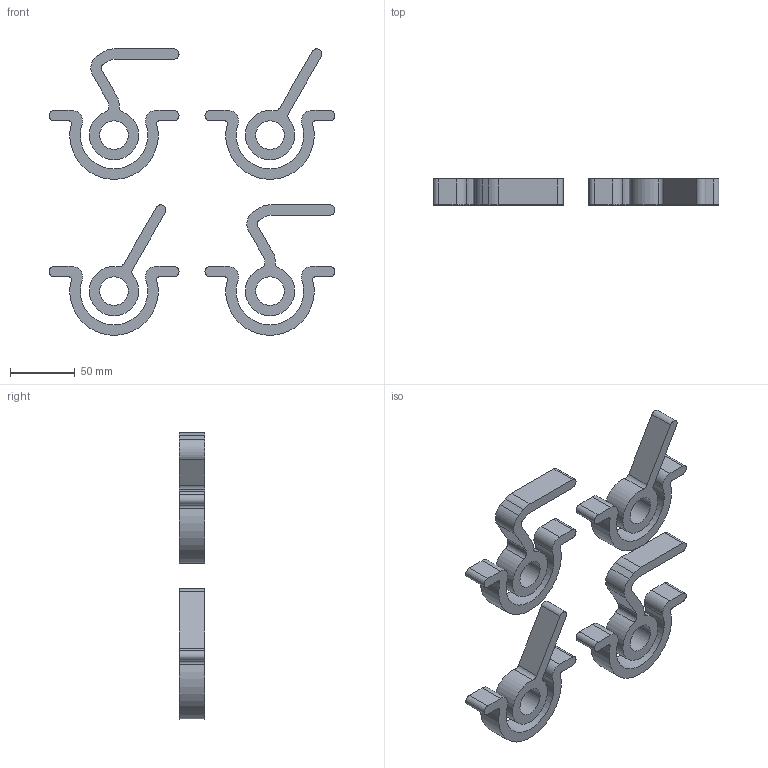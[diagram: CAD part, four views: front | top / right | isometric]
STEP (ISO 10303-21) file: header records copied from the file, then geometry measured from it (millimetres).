
FILE_DESCRIPTION(/* description */ (''),/* implementation_level */ '2;1');
FILE_NAME(/* name */ 'SHTFCK-project-logo.step',/* time_stamp */ '2024-09-26T19:33:48+02:00',/* author */ (''),/* organization */ (''),/* preprocessor_version */ 'ST-DEVELOPER v20',/* originating_system */ 'Autodesk Translation Framework v13.20.0.188',/* authorisation */ '');
FILE_SCHEMA (('AUTOMOTIVE_DESIGN { 1 0 10303 214 3 1 1 }'));
Length unit declared in the file: millimetre
Products named in the file (1): SHTFCK-project-logo
Bounding box: 220 x 20 x 220.21 mm (x, y, z)
Volume: 216621.1 mm3; surface area: 76199.1 mm2
Topology: 8 solids, 8 shells, 116 faces, 300 edges, 200 vertices
Faces by surface type: cylinder 64, plane 52
Full cylindrical faces by diameter (mm): 22 x4
Entity records: 3634 total; most frequent: DIRECTION 662, CARTESIAN_POINT 617, ORIENTED_EDGE 600, EDGE_CURVE 300, AXIS2_PLACEMENT_3D 245, VERTEX_POINT 200, LINE 172, VECTOR 172
